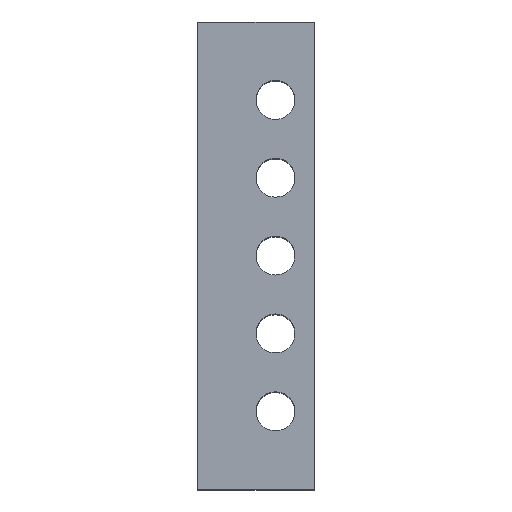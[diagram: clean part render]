
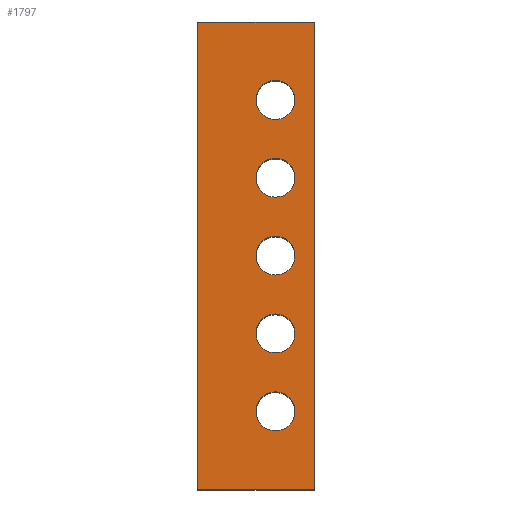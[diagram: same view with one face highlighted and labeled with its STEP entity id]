
A CAD part, top view. The second image highlights one B-rep face of the part: STEP entity #1797.
In plain terms, the highlighted planar face has unit normal (0, 0, 1).
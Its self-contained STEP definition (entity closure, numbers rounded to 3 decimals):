
#28 = DIRECTION ( 'NONE',  ( 0., 0., -1. ) ) ;
#29 = CIRCLE ( 'NONE', #907, 2. ) ;
#61 = EDGE_LOOP ( 'NONE', ( #2016, #3123 ) ) ;
#100 = DIRECTION ( 'NONE',  ( 0., 0., -1. ) ) ;
#114 = DIRECTION ( 'NONE',  ( -1., 0., 0. ) ) ;
#149 = LINE ( 'NONE', #897, #2144 ) ;
#169 = AXIS2_PLACEMENT_3D ( 'NONE', #1884, #481, #192 ) ;
#192 = DIRECTION ( 'NONE',  ( -1., 0., 0. ) ) ;
#201 = ORIENTED_EDGE ( 'NONE', *, *, #3285, .T. ) ;
#213 = DIRECTION ( 'NONE',  ( -1., 0., 0. ) ) ;
#229 = CARTESIAN_POINT ( 'NONE',  ( -14., 40., 2.5 ) ) ;
#248 = VECTOR ( 'NONE', #1021, 1000. ) ;
#258 = CIRCLE ( 'NONE', #1541, 2. ) ;
#277 = VERTEX_POINT ( 'NONE', #3354 ) ;
#281 = CIRCLE ( 'NONE', #2778, 2. ) ;
#309 = CARTESIAN_POINT ( 'NONE',  ( -16., 8., 2.5 ) ) ;
#318 = CARTESIAN_POINT ( 'NONE',  ( -18., 8., 2.5 ) ) ;
#332 = FACE_BOUND ( 'NONE', #61, .T. ) ;
#356 = VERTEX_POINT ( 'NONE', #3154 ) ;
#363 = EDGE_LOOP ( 'NONE', ( #730, #2079 ) ) ;
#391 = ORIENTED_EDGE ( 'NONE', *, *, #1979, .T. ) ;
#401 = DIRECTION ( 'NONE',  ( 0., 0., -1. ) ) ;
#404 = DIRECTION ( 'NONE',  ( -1., 0., 0. ) ) ;
#413 = DIRECTION ( 'NONE',  ( 0., 0., -1. ) ) ;
#433 = CIRCLE ( 'NONE', #1731, 2. ) ;
#461 = EDGE_CURVE ( 'NONE', #1783, #2592, #433, .T. ) ;
#466 = FACE_BOUND ( 'NONE', #1792, .T. ) ;
#467 = LINE ( 'NONE', #2146, #248 ) ;
#481 = DIRECTION ( 'NONE',  ( 0., 0., -1. ) ) ;
#496 = CIRCLE ( 'NONE', #3582, 2. ) ;
#531 = ORIENTED_EDGE ( 'NONE', *, *, #1223, .T. ) ;
#569 = EDGE_CURVE ( 'NONE', #3283, #3251, #258, .T. ) ;
#594 = CARTESIAN_POINT ( 'NONE',  ( -18., 16., 2.5 ) ) ;
#604 = DIRECTION ( 'NONE',  ( 1., 0., 0. ) ) ;
#627 = LINE ( 'NONE', #1054, #1013 ) ;
#687 = CARTESIAN_POINT ( 'NONE',  ( -16., 16., 2.5 ) ) ;
#730 = ORIENTED_EDGE ( 'NONE', *, *, #569, .T. ) ;
#778 = DIRECTION ( 'NONE',  ( 0., 0., -1. ) ) ;
#812 = CARTESIAN_POINT ( 'NONE',  ( -14., 8., 2.5 ) ) ;
#817 = AXIS2_PLACEMENT_3D ( 'NONE', #1937, #778, #1959 ) ;
#839 = FACE_BOUND ( 'NONE', #1489, .T. ) ;
#855 = DIRECTION ( 'NONE',  ( 0., 0., -1. ) ) ;
#877 = CARTESIAN_POINT ( 'NONE',  ( -24., 0., 2.5 ) ) ;
#881 = CIRCLE ( 'NONE', #817, 2. ) ;
#886 = DIRECTION ( 'NONE',  ( -1., 0., 0. ) ) ;
#897 = CARTESIAN_POINT ( 'NONE',  ( 24., 0., 2.5 ) ) ;
#899 = VERTEX_POINT ( 'NONE', #318 ) ;
#907 = AXIS2_PLACEMENT_3D ( 'NONE', #1770, #2033, #886 ) ;
#932 = ORIENTED_EDGE ( 'NONE', *, *, #461, .T. ) ;
#957 = EDGE_CURVE ( 'NONE', #3281, #1398, #149, .T. ) ;
#1006 = CIRCLE ( 'NONE', #3407, 2. ) ;
#1013 = VECTOR ( 'NONE', #1347, 1000. ) ;
#1021 = DIRECTION ( 'NONE',  ( 0., -1., 0. ) ) ;
#1054 = CARTESIAN_POINT ( 'NONE',  ( 24., 48., 2.5 ) ) ;
#1056 = AXIS2_PLACEMENT_3D ( 'NONE', #1313, #1902, #213 ) ;
#1076 = EDGE_CURVE ( 'NONE', #1975, #3257, #29, .T. ) ;
#1096 = CARTESIAN_POINT ( 'NONE',  ( -12., 0., 2.5 ) ) ;
#1111 = LINE ( 'NONE', #1897, #2478 ) ;
#1145 = CARTESIAN_POINT ( 'NONE',  ( -16., 16., 2.5 ) ) ;
#1179 = DIRECTION ( 'NONE',  ( -1., 0., 0. ) ) ;
#1190 = DIRECTION ( 'NONE',  ( 0., 0., -1. ) ) ;
#1223 = EDGE_CURVE ( 'NONE', #3309, #3281, #467, .T. ) ;
#1265 = DIRECTION ( 'NONE',  ( -1., 0., 0. ) ) ;
#1313 = CARTESIAN_POINT ( 'NONE',  ( -16., 24., 2.5 ) ) ;
#1342 = ORIENTED_EDGE ( 'NONE', *, *, #1942, .F. ) ;
#1347 = DIRECTION ( 'NONE',  ( 1., 0., 0. ) ) ;
#1398 = VERTEX_POINT ( 'NONE', #1096 ) ;
#1402 = DIRECTION ( 'NONE',  ( -1., 0., 0. ) ) ;
#1429 = FACE_OUTER_BOUND ( 'NONE', #2347, .T. ) ;
#1432 = CARTESIAN_POINT ( 'NONE',  ( -14., 16., 2.5 ) ) ;
#1489 = EDGE_LOOP ( 'NONE', ( #201, #391 ) ) ;
#1509 = EDGE_CURVE ( 'NONE', #3251, #3283, #496, .T. ) ;
#1522 = PLANE ( 'NONE',  #2501 ) ;
#1541 = AXIS2_PLACEMENT_3D ( 'NONE', #687, #413, #404 ) ;
#1689 = EDGE_CURVE ( 'NONE', #356, #3184, #1006, .T. ) ;
#1719 = ORIENTED_EDGE ( 'NONE', *, *, #1877, .F. ) ;
#1731 = AXIS2_PLACEMENT_3D ( 'NONE', #2001, #855, #2857 ) ;
#1770 = CARTESIAN_POINT ( 'NONE',  ( -16., 40., 2.5 ) ) ;
#1783 = VERTEX_POINT ( 'NONE', #2355 ) ;
#1792 = EDGE_LOOP ( 'NONE', ( #2585, #2449 ) ) ;
#1797 = ADVANCED_FACE ( 'NONE', ( #2434, #839, #1429, #466, #2756, #332 ), #1522, .F. ) ;
#1849 = EDGE_CURVE ( 'NONE', #2592, #1783, #2266, .T. ) ;
#1877 = EDGE_CURVE ( 'NONE', #277, #1398, #1111, .T. ) ;
#1884 = CARTESIAN_POINT ( 'NONE',  ( -16., 32., 2.5 ) ) ;
#1897 = CARTESIAN_POINT ( 'NONE',  ( -12., 57.823, 2.5 ) ) ;
#1902 = DIRECTION ( 'NONE',  ( 0., 0., -1. ) ) ;
#1937 = CARTESIAN_POINT ( 'NONE',  ( -16., 8., 2.5 ) ) ;
#1942 = EDGE_CURVE ( 'NONE', #3309, #277, #627, .T. ) ;
#1959 = DIRECTION ( 'NONE',  ( -1., 0., 0. ) ) ;
#1975 = VERTEX_POINT ( 'NONE', #229 ) ;
#1979 = EDGE_CURVE ( 'NONE', #3652, #899, #881, .T. ) ;
#2001 = CARTESIAN_POINT ( 'NONE',  ( -16., 32., 2.5 ) ) ;
#2011 = EDGE_LOOP ( 'NONE', ( #2855, #932 ) ) ;
#2016 = ORIENTED_EDGE ( 'NONE', *, *, #3356, .T. ) ;
#2033 = DIRECTION ( 'NONE',  ( 0., 0., -1. ) ) ;
#2079 = ORIENTED_EDGE ( 'NONE', *, *, #1509, .T. ) ;
#2098 = CARTESIAN_POINT ( 'NONE',  ( -24., 48., 2.5 ) ) ;
#2144 = VECTOR ( 'NONE', #604, 1000. ) ;
#2146 = CARTESIAN_POINT ( 'NONE',  ( -24., 48., 2.5 ) ) ;
#2266 = CIRCLE ( 'NONE', #169, 2. ) ;
#2290 = CARTESIAN_POINT ( 'NONE',  ( -18., 40., 2.5 ) ) ;
#2323 = ORIENTED_EDGE ( 'NONE', *, *, #957, .T. ) ;
#2347 = EDGE_LOOP ( 'NONE', ( #2323, #1719, #1342, #531 ) ) ;
#2355 = CARTESIAN_POINT ( 'NONE',  ( -14., 32., 2.5 ) ) ;
#2434 = FACE_BOUND ( 'NONE', #363, .T. ) ;
#2449 = ORIENTED_EDGE ( 'NONE', *, *, #1689, .T. ) ;
#2452 = AXIS2_PLACEMENT_3D ( 'NONE', #2640, #100, #2901 ) ;
#2478 = VECTOR ( 'NONE', #3572, 1000. ) ;
#2501 = AXIS2_PLACEMENT_3D ( 'NONE', #3522, #3509, #1265 ) ;
#2585 = ORIENTED_EDGE ( 'NONE', *, *, #3597, .T. ) ;
#2592 = VERTEX_POINT ( 'NONE', #3602 ) ;
#2640 = CARTESIAN_POINT ( 'NONE',  ( -16., 40., 2.5 ) ) ;
#2743 = CIRCLE ( 'NONE', #2452, 2. ) ;
#2756 = FACE_BOUND ( 'NONE', #2011, .T. ) ;
#2778 = AXIS2_PLACEMENT_3D ( 'NONE', #309, #401, #114 ) ;
#2855 = ORIENTED_EDGE ( 'NONE', *, *, #1849, .T. ) ;
#2857 = DIRECTION ( 'NONE',  ( -1., 0., 0. ) ) ;
#2895 = CARTESIAN_POINT ( 'NONE',  ( -16., 24., 2.5 ) ) ;
#2901 = DIRECTION ( 'NONE',  ( -1., 0., 0. ) ) ;
#3123 = ORIENTED_EDGE ( 'NONE', *, *, #1076, .T. ) ;
#3154 = CARTESIAN_POINT ( 'NONE',  ( -14., 24., 2.5 ) ) ;
#3184 = VERTEX_POINT ( 'NONE', #3398 ) ;
#3197 = CIRCLE ( 'NONE', #1056, 2. ) ;
#3251 = VERTEX_POINT ( 'NONE', #1432 ) ;
#3257 = VERTEX_POINT ( 'NONE', #2290 ) ;
#3281 = VERTEX_POINT ( 'NONE', #877 ) ;
#3283 = VERTEX_POINT ( 'NONE', #594 ) ;
#3285 = EDGE_CURVE ( 'NONE', #899, #3652, #281, .T. ) ;
#3309 = VERTEX_POINT ( 'NONE', #2098 ) ;
#3354 = CARTESIAN_POINT ( 'NONE',  ( -12., 48., 2.5 ) ) ;
#3356 = EDGE_CURVE ( 'NONE', #3257, #1975, #2743, .T. ) ;
#3398 = CARTESIAN_POINT ( 'NONE',  ( -18., 24., 2.5 ) ) ;
#3407 = AXIS2_PLACEMENT_3D ( 'NONE', #2895, #1190, #1179 ) ;
#3509 = DIRECTION ( 'NONE',  ( 0., 0., -1. ) ) ;
#3522 = CARTESIAN_POINT ( 'NONE',  ( 24., 48., 2.5 ) ) ;
#3572 = DIRECTION ( 'NONE',  ( 0., -1., 0. ) ) ;
#3582 = AXIS2_PLACEMENT_3D ( 'NONE', #1145, #28, #1402 ) ;
#3597 = EDGE_CURVE ( 'NONE', #3184, #356, #3197, .T. ) ;
#3602 = CARTESIAN_POINT ( 'NONE',  ( -18., 32., 2.5 ) ) ;
#3652 = VERTEX_POINT ( 'NONE', #812 ) ;
